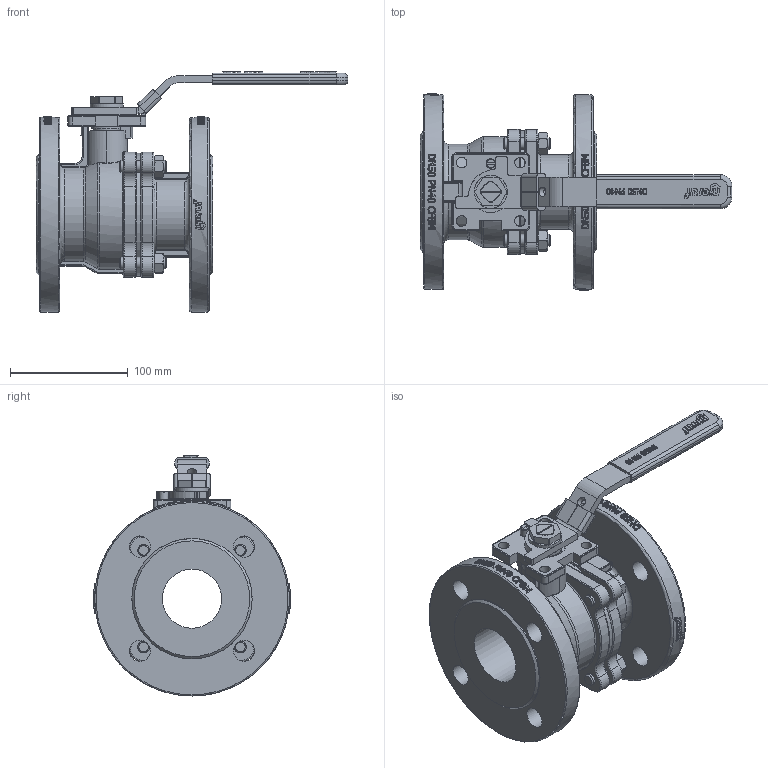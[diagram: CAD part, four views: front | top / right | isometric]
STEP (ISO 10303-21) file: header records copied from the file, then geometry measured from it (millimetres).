
FILE_DESCRIPTION(('HOOPS Exchange Step'),'2;1');
FILE_NAME('FK0600_DN50.stp','2025-08-04T13:20:34+02:00',('nieru'),('Unknown organisation'),'HOOPS Exchange 2024.2','HOOPS Exchange','Unknown authorisation');
FILE_SCHEMA( ('AP203_CONFIGURATION_CONTROLLED_3D_DESIGN_OF_MECHANICAL_PARTS_AND_ASSEMBLIES_MIM_LF') );
Length unit declared in the file: millimetre
Products named in the file (2): 0; root
Assembly tree (1 placements, depth 2):
  root
    0
Bounding box: 264.5 x 167.01 x 203.5 mm (x, y, z)
Volume: 1271579.1 mm3; surface area: 206372.7 mm2
Topology: 1 solids, 1 shells, 1566 faces, 4306 edges, 2819 vertices
Faces by surface type: bspline 559, plane 555, cylinder 337, torus 93, cone 22
Full cylindrical faces by diameter (mm): 4.917 x1, 8 x2, 9 x4, 10 x12, 10.5 x4, 18 x9, 18.5 x3, 22 x1, 26 x1, 28 x3, 35 x1, 50 x1, 102 x2, 104 x1, 165 x2
Entity records: 112735 total; most frequent: CARTESIAN_POINT 78359, ORIENTED_EDGE 8610, DIRECTION 4652, EDGE_CURVE 4305, VERTEX_POINT 2820, B_SPLINE_CURVE_WITH_KNOTS 2081, EDGE_LOOP 1717, FACE_BOUND 1717
